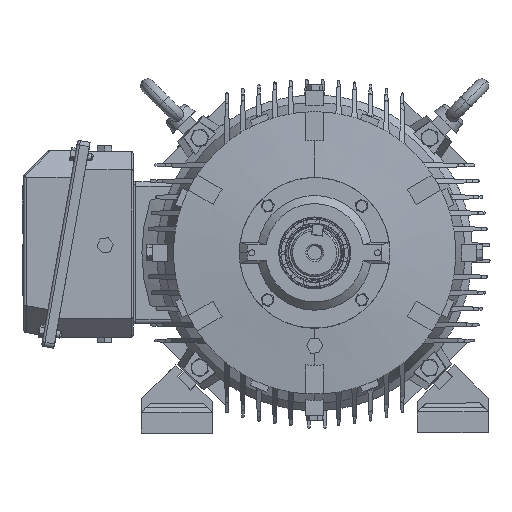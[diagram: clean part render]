
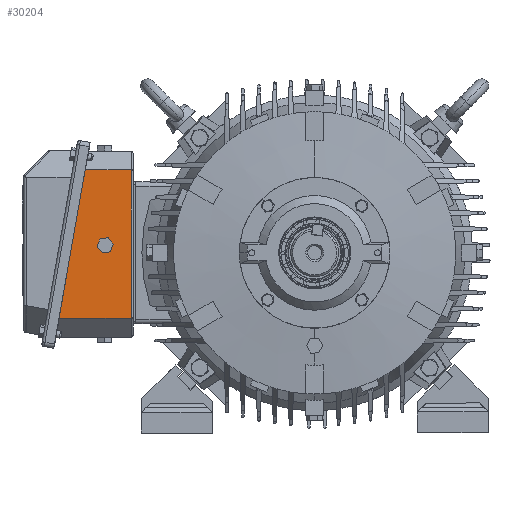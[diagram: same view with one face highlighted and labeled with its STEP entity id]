
A CAD part, left-side view. The second image highlights one B-rep face of the part: STEP entity #30204.
In plain terms, the highlighted face is planar.
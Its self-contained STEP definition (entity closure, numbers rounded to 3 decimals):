
#417 = ORIENTED_EDGE ( 'NONE', *, *, #34358, .T. ) ;
#1908 = AXIS2_PLACEMENT_3D ( 'NONE', #30352, #82444, #39114 ) ;
#6326 = EDGE_LOOP ( 'NONE', ( #102930, #417, #78163, #50687 ) ) ;
#7632 = AXIS2_PLACEMENT_3D ( 'NONE', #86586, #16525, #86974 ) ;
#8675 = ORIENTED_EDGE ( 'NONE', *, *, #110791, .F. ) ;
#9515 = LINE ( 'NONE', #21546, #38207 ) ;
#11675 = CARTESIAN_POINT ( 'NONE',  ( 20.929, 56.73, -100. ) ) ;
#13274 = EDGE_LOOP ( 'NONE', ( #26698, #8675 ) ) ;
#15267 = DIRECTION ( 'NONE',  ( 0., 0., -1. ) ) ;
#16525 = DIRECTION ( 'NONE',  ( 0., 0., -1. ) ) ;
#20786 = VERTEX_POINT ( 'NONE', #80497 ) ;
#21403 = DIRECTION ( 'NONE',  ( 0.985, 0.174, 0. ) ) ;
#21546 = CARTESIAN_POINT ( 'NONE',  ( 188.683, 0., -100. ) ) ;
#22294 = EDGE_CURVE ( 'NONE', #35687, #39338, #26317, .T. ) ;
#23473 = CARTESIAN_POINT ( 'NONE',  ( 101.116, 31.484, -100. ) ) ;
#25525 = EDGE_CURVE ( 'NONE', #54191, #82093, #88713, .T. ) ;
#26317 = CIRCLE ( 'NONE', #7632, 5. ) ;
#26625 = VECTOR ( 'NONE', #79915, 1000. ) ;
#26698 = ORIENTED_EDGE ( 'NONE', *, *, #22294, .F. ) ;
#30204 = ADVANCED_FACE ( 'NONE', ( #39925, #100320 ), #32851, .T. ) ;
#30352 = CARTESIAN_POINT ( 'NONE',  ( 106.116, 31.484, -100. ) ) ;
#32229 = EDGE_CURVE ( 'NONE', #20786, #82093, #9515, .T. ) ;
#32851 = PLANE ( 'NONE',  #109982 ) ;
#34358 = EDGE_CURVE ( 'NONE', #20786, #104414, #49004, .T. ) ;
#35687 = VERTEX_POINT ( 'NONE', #110002 ) ;
#36168 = LINE ( 'NONE', #53491, #26625 ) ;
#38207 = VECTOR ( 'NONE', #91249, 1000. ) ;
#39114 = DIRECTION ( 'NONE',  ( -1., 0., 0. ) ) ;
#39338 = VERTEX_POINT ( 'NONE', #23473 ) ;
#39925 = FACE_BOUND ( 'NONE', #13274, .T. ) ;
#42028 = CARTESIAN_POINT ( 'NONE',  ( 0., 0., -100. ) ) ;
#43015 = CIRCLE ( 'NONE', #1908, 5. ) ;
#49004 = LINE ( 'NONE', #63839, #50355 ) ;
#50355 = VECTOR ( 'NONE', #65005, 1000. ) ;
#50687 = ORIENTED_EDGE ( 'NONE', *, *, #25525, .T. ) ;
#53491 = CARTESIAN_POINT ( 'NONE',  ( 20.929, 0., -100. ) ) ;
#54191 = VERTEX_POINT ( 'NONE', #11675 ) ;
#55083 = CARTESIAN_POINT ( 'NONE',  ( -9.07, 51.44, -100. ) ) ;
#63791 = CARTESIAN_POINT ( 'NONE',  ( 20.929, 2., -100. ) ) ;
#63839 = CARTESIAN_POINT ( 'NONE',  ( 20.929, 2., -100. ) ) ;
#65005 = DIRECTION ( 'NONE',  ( -1., 0., 0. ) ) ;
#65430 = VECTOR ( 'NONE', #21403, 1000. ) ;
#76520 = DIRECTION ( 'NONE',  ( -1., 0., 0. ) ) ;
#78163 = ORIENTED_EDGE ( 'NONE', *, *, #86061, .F. ) ;
#79915 = DIRECTION ( 'NONE',  ( 0., -1., 0. ) ) ;
#80497 = CARTESIAN_POINT ( 'NONE',  ( 188.683, 2., -100. ) ) ;
#82093 = VERTEX_POINT ( 'NONE', #99186 ) ;
#82444 = DIRECTION ( 'NONE',  ( 0., 0., -1. ) ) ;
#86061 = EDGE_CURVE ( 'NONE', #54191, #104414, #36168, .T. ) ;
#86586 = CARTESIAN_POINT ( 'NONE',  ( 106.116, 31.484, -100. ) ) ;
#86974 = DIRECTION ( 'NONE',  ( -1., 0., 0. ) ) ;
#88713 = LINE ( 'NONE', #55083, #65430 ) ;
#91249 = DIRECTION ( 'NONE',  ( 0., 1., 0. ) ) ;
#99186 = CARTESIAN_POINT ( 'NONE',  ( 188.683, 86.31, -100. ) ) ;
#100320 = FACE_OUTER_BOUND ( 'NONE', #6326, .T. ) ;
#102930 = ORIENTED_EDGE ( 'NONE', *, *, #32229, .F. ) ;
#104414 = VERTEX_POINT ( 'NONE', #63791 ) ;
#109982 = AXIS2_PLACEMENT_3D ( 'NONE', #42028, #15267, #76520 ) ;
#110002 = CARTESIAN_POINT ( 'NONE',  ( 111.116, 31.484, -100. ) ) ;
#110791 = EDGE_CURVE ( 'NONE', #39338, #35687, #43015, .T. ) ;
